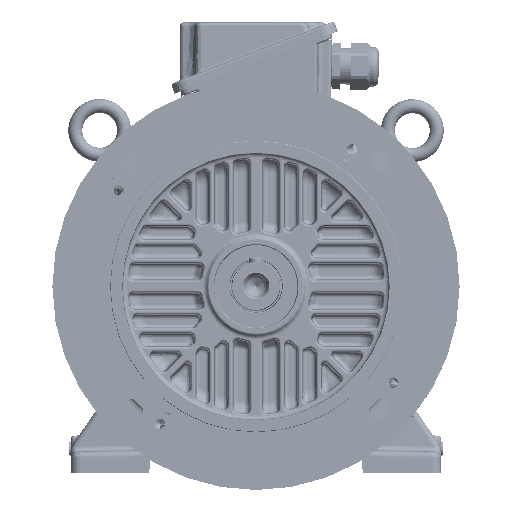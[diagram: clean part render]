
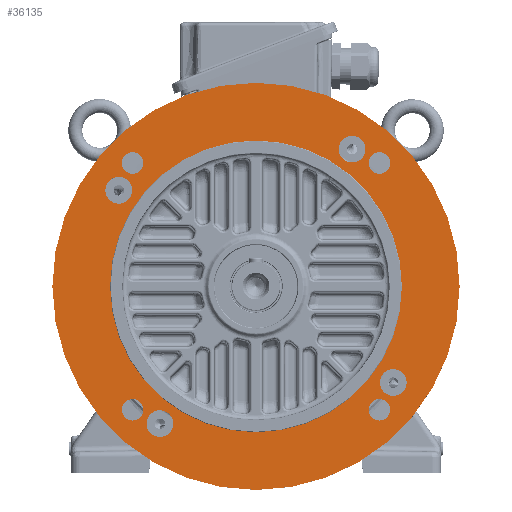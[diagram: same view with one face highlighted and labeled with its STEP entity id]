
A CAD part, top view. The second image highlights one B-rep face of the part: STEP entity #36135.
In plain terms, the highlighted planar face has unit normal (0, 0, 1).
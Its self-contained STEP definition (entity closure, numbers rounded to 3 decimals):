
#26874=PLANE('',#120896);
#36135=ADVANCED_FACE('',(#37234,#37235,#37236,#37237,#37238,#37239,#37240,
#37241,#37242,#37243),#26874,.F.);
#37234=FACE_BOUND('',#44192,.T.);
#37235=FACE_BOUND('',#44193,.T.);
#37236=FACE_BOUND('',#44194,.T.);
#37237=FACE_BOUND('',#44195,.T.);
#37238=FACE_BOUND('',#44196,.T.);
#37239=FACE_BOUND('',#44197,.T.);
#37240=FACE_BOUND('',#44198,.T.);
#37241=FACE_BOUND('',#44199,.T.);
#37242=FACE_BOUND('',#44200,.T.);
#37243=FACE_BOUND('',#44201,.T.);
#44192=EDGE_LOOP('',(#75345));
#44193=EDGE_LOOP('',(#75346));
#44194=EDGE_LOOP('',(#75347));
#44195=EDGE_LOOP('',(#75348));
#44196=EDGE_LOOP('',(#75349));
#44197=EDGE_LOOP('',(#75350));
#44198=EDGE_LOOP('',(#75351));
#44199=EDGE_LOOP('',(#75352));
#44200=EDGE_LOOP('',(#75353));
#44201=EDGE_LOOP('',(#75354));
#75345=ORIENTED_EDGE('',*,*,#104144,.T.);
#75346=ORIENTED_EDGE('',*,*,#104145,.T.);
#75347=ORIENTED_EDGE('',*,*,#104146,.T.);
#75348=ORIENTED_EDGE('',*,*,#104147,.T.);
#75349=ORIENTED_EDGE('',*,*,#104149,.T.);
#75350=ORIENTED_EDGE('',*,*,#104153,.T.);
#75351=ORIENTED_EDGE('',*,*,#104154,.T.);
#75352=ORIENTED_EDGE('',*,*,#104155,.T.);
#75353=ORIENTED_EDGE('',*,*,#104130,.T.);
#75354=ORIENTED_EDGE('',*,*,#104152,.T.);
#86525=VERTEX_POINT('',#261154);
#86534=VERTEX_POINT('',#261180);
#86535=VERTEX_POINT('',#261183);
#86536=VERTEX_POINT('',#261186);
#86537=VERTEX_POINT('',#261189);
#86539=VERTEX_POINT('',#261195);
#86542=VERTEX_POINT('',#261205);
#86543=VERTEX_POINT('',#261208);
#86544=VERTEX_POINT('',#261210);
#86545=VERTEX_POINT('',#261212);
#104130=EDGE_CURVE('',#86525,#86525,#110031,.T.);
#104144=EDGE_CURVE('',#86534,#86534,#110045,.T.);
#104145=EDGE_CURVE('',#86535,#86535,#110046,.T.);
#104146=EDGE_CURVE('',#86536,#86536,#110047,.T.);
#104147=EDGE_CURVE('',#86537,#86537,#110048,.T.);
#104149=EDGE_CURVE('',#86539,#86539,#110050,.T.);
#104152=EDGE_CURVE('',#86542,#86542,#110053,.T.);
#104153=EDGE_CURVE('',#86543,#86543,#110054,.T.);
#104154=EDGE_CURVE('',#86544,#86544,#110055,.T.);
#104155=EDGE_CURVE('',#86545,#86545,#110056,.T.);
#110031=CIRCLE('',#120857,125.4);
#110045=CIRCLE('',#120874,9.25);
#110046=CIRCLE('',#120876,9.25);
#110047=CIRCLE('',#120878,9.25);
#110048=CIRCLE('',#120880,9.25);
#110050=CIRCLE('',#120884,11.5);
#110053=CIRCLE('',#120891,175.);
#110054=CIRCLE('',#120893,11.5);
#110055=CIRCLE('',#120894,11.5);
#110056=CIRCLE('',#120895,11.5);
#120857=AXIS2_PLACEMENT_3D('',#261153,#147398,#147399);
#120874=AXIS2_PLACEMENT_3D('',#261179,#147432,#147433);
#120876=AXIS2_PLACEMENT_3D('',#261182,#147436,#147437);
#120878=AXIS2_PLACEMENT_3D('',#261185,#147440,#147441);
#120880=AXIS2_PLACEMENT_3D('',#261188,#147444,#147445);
#120884=AXIS2_PLACEMENT_3D('',#261194,#147452,#147453);
#120891=AXIS2_PLACEMENT_3D('',#261204,#147466,#147467);
#120893=AXIS2_PLACEMENT_3D('',#261207,#147470,#147471);
#120894=AXIS2_PLACEMENT_3D('',#261209,#147472,#147473);
#120895=AXIS2_PLACEMENT_3D('',#261211,#147474,#147475);
#120896=AXIS2_PLACEMENT_3D('',#261213,#147476,#147477);
#147398=DIRECTION('',(0.,0.,-1.));
#147399=DIRECTION('',(-1.,0.,0.));
#147432=DIRECTION('',(0.,0.,-1.));
#147433=DIRECTION('',(-1.,0.,0.));
#147436=DIRECTION('',(0.,0.,-1.));
#147437=DIRECTION('',(-1.,0.,0.));
#147440=DIRECTION('',(0.,0.,-1.));
#147441=DIRECTION('',(-1.,0.,0.));
#147444=DIRECTION('',(0.,0.,-1.));
#147445=DIRECTION('',(-1.,0.,0.));
#147452=DIRECTION('',(0.,0.,-1.));
#147453=DIRECTION('',(-1.,0.,0.));
#147466=DIRECTION('',(0.,0.,1.));
#147467=DIRECTION('',(-1.,0.,0.));
#147470=DIRECTION('',(0.,0.,-1.));
#147471=DIRECTION('',(-1.,0.,0.));
#147472=DIRECTION('',(0.,0.,-1.));
#147473=DIRECTION('',(-1.,0.,0.));
#147474=DIRECTION('',(0.,0.,-1.));
#147475=DIRECTION('',(-1.,0.,0.));
#147476=DIRECTION('',(0.,0.,-1.));
#147477=DIRECTION('',(-1.,0.,0.));
#261153=CARTESIAN_POINT('',(0.,0.,0.));
#261154=CARTESIAN_POINT('',(-125.4,0.,0.));
#261179=CARTESIAN_POINT('',(106.066,-106.066,0.));
#261180=CARTESIAN_POINT('',(96.816,-106.066,0.));
#261182=CARTESIAN_POINT('',(-106.066,-106.066,0.));
#261183=CARTESIAN_POINT('',(-115.316,-106.066,0.));
#261185=CARTESIAN_POINT('',(-106.066,106.066,0.));
#261186=CARTESIAN_POINT('',(-115.316,106.066,0.));
#261188=CARTESIAN_POINT('',(106.066,106.066,0.));
#261189=CARTESIAN_POINT('',(96.816,106.066,0.));
#261194=CARTESIAN_POINT('',(117.958,-82.595,0.));
#261195=CARTESIAN_POINT('',(106.458,-82.595,0.));
#261204=CARTESIAN_POINT('',(0.,0.,0.));
#261205=CARTESIAN_POINT('',(-175.,0.,0.));
#261207=CARTESIAN_POINT('',(-82.595,-117.958,0.));
#261208=CARTESIAN_POINT('',(-94.095,-117.958,0.));
#261209=CARTESIAN_POINT('',(-117.958,82.595,0.));
#261210=CARTESIAN_POINT('',(-129.458,82.595,0.));
#261211=CARTESIAN_POINT('',(82.595,117.958,0.));
#261212=CARTESIAN_POINT('',(71.095,117.958,0.));
#261213=CARTESIAN_POINT('',(0.,125.,0.));
